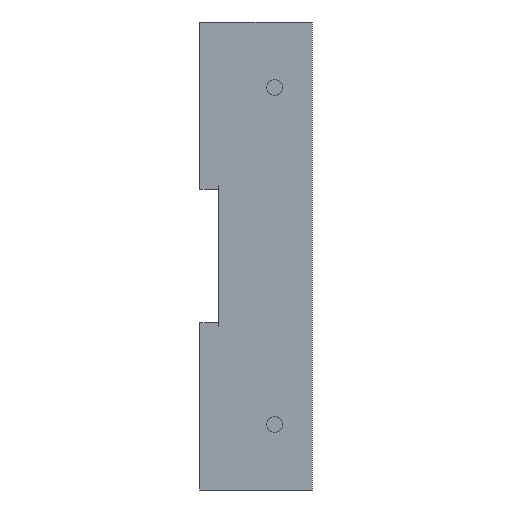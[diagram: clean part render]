
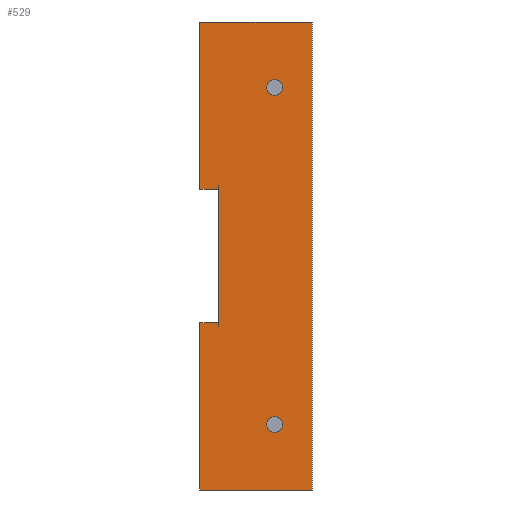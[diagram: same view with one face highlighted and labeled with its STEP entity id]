
A CAD part, left-side view. The second image highlights one B-rep face of the part: STEP entity #529.
In plain terms, the highlighted planar face has unit normal (-1, 0, 0).
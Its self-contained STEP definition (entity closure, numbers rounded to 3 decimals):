
#3 = DIRECTION ( 'NONE',  ( 0., 0., 1. ) ) ;
#12 = CARTESIAN_POINT ( 'NONE',  ( 0., 60., 0. ) ) ;
#32 = VECTOR ( 'NONE', #1283, 1000. ) ;
#50 = DIRECTION ( 'NONE',  ( 0., -1., 0. ) ) ;
#63 = CARTESIAN_POINT ( 'NONE',  ( 0., 60., -250. ) ) ;
#68 = EDGE_LOOP ( 'NONE', ( #1060, #1325 ) ) ;
#71 = LINE ( 'NONE', #1301, #276 ) ;
#79 = DIRECTION ( 'NONE',  ( 0., 0., 1. ) ) ;
#119 = PLANE ( 'NONE',  #410 ) ;
#136 = CARTESIAN_POINT ( 'NONE',  ( 0., 50., -89.293 ) ) ;
#167 = CARTESIAN_POINT ( 'NONE',  ( 0., 0., -250. ) ) ;
#188 = CARTESIAN_POINT ( 'NONE',  ( 0., 20., -30.75 ) ) ;
#194 = CARTESIAN_POINT ( 'NONE',  ( 0., 20., -35. ) ) ;
#196 = CARTESIAN_POINT ( 'NONE',  ( 0., 20., -215. ) ) ;
#200 = AXIS2_PLACEMENT_3D ( 'NONE', #930, #1409, #1182 ) ;
#201 = LINE ( 'NONE', #1225, #476 ) ;
#210 = ORIENTED_EDGE ( 'NONE', *, *, #896, .T. ) ;
#219 = ORIENTED_EDGE ( 'NONE', *, *, #1268, .T. ) ;
#258 = EDGE_CURVE ( 'NONE', #899, #1436, #739, .T. ) ;
#261 = VERTEX_POINT ( 'NONE', #489 ) ;
#276 = VECTOR ( 'NONE', #1086, 1000. ) ;
#283 = VERTEX_POINT ( 'NONE', #12 ) ;
#304 = AXIS2_PLACEMENT_3D ( 'NONE', #194, #1218, #652 ) ;
#312 = VERTEX_POINT ( 'NONE', #360 ) ;
#322 = DIRECTION ( 'NONE',  ( 0., 1., 0. ) ) ;
#328 = CARTESIAN_POINT ( 'NONE',  ( 0., 50., -160.707 ) ) ;
#329 = VERTEX_POINT ( 'NONE', #915 ) ;
#333 = DIRECTION ( 'NONE',  ( 1., 0., 0. ) ) ;
#336 = CARTESIAN_POINT ( 'NONE',  ( 0., 60., 0. ) ) ;
#346 = DIRECTION ( 'NONE',  ( -1., 0., 0. ) ) ;
#360 = CARTESIAN_POINT ( 'NONE',  ( 0., 60., -160.707 ) ) ;
#380 = ORIENTED_EDGE ( 'NONE', *, *, #258, .F. ) ;
#401 = EDGE_CURVE ( 'NONE', #852, #261, #1099, .T. ) ;
#407 = ORIENTED_EDGE ( 'NONE', *, *, #1161, .T. ) ;
#410 = AXIS2_PLACEMENT_3D ( 'NONE', #1343, #333, #783 ) ;
#425 = EDGE_LOOP ( 'NONE', ( #1319, #210, #694, #219, #437, #744, #883, #407 ) ) ;
#426 = DIRECTION ( 'NONE',  ( 0., -1., 0. ) ) ;
#437 = ORIENTED_EDGE ( 'NONE', *, *, #1251, .T. ) ;
#447 = FACE_BOUND ( 'NONE', #68, .T. ) ;
#455 = AXIS2_PLACEMENT_3D ( 'NONE', #1356, #346, #798 ) ;
#467 = CARTESIAN_POINT ( 'NONE',  ( 0., 50., 0. ) ) ;
#476 = VECTOR ( 'NONE', #426, 1000. ) ;
#482 = CARTESIAN_POINT ( 'NONE',  ( 0., 50., -160.707 ) ) ;
#488 = VECTOR ( 'NONE', #322, 1000. ) ;
#489 = CARTESIAN_POINT ( 'NONE',  ( 0., 20., -219.25 ) ) ;
#501 = LINE ( 'NONE', #933, #32 ) ;
#529 = ADVANCED_FACE ( 'NONE', ( #447, #895, #792 ), #119, .F. ) ;
#632 = CIRCLE ( 'NONE', #674, 4.25 ) ;
#652 = DIRECTION ( 'NONE',  ( 0., 0., 1. ) ) ;
#662 = EDGE_CURVE ( 'NONE', #283, #329, #201, .T. ) ;
#674 = AXIS2_PLACEMENT_3D ( 'NONE', #196, #770, #79 ) ;
#687 = EDGE_CURVE ( 'NONE', #261, #852, #632, .T. ) ;
#694 = ORIENTED_EDGE ( 'NONE', *, *, #1101, .F. ) ;
#706 = VECTOR ( 'NONE', #1367, 1000. ) ;
#720 = LINE ( 'NONE', #63, #725 ) ;
#725 = VECTOR ( 'NONE', #50, 1000. ) ;
#734 = ORIENTED_EDGE ( 'NONE', *, *, #893, .F. ) ;
#735 = LINE ( 'NONE', #1286, #984 ) ;
#739 = CIRCLE ( 'NONE', #200, 4.25 ) ;
#744 = ORIENTED_EDGE ( 'NONE', *, *, #662, .F. ) ;
#755 = VERTEX_POINT ( 'NONE', #136 ) ;
#770 = DIRECTION ( 'NONE',  ( -1., 0., 0. ) ) ;
#774 = CARTESIAN_POINT ( 'NONE',  ( 0., 20., -39.25 ) ) ;
#783 = DIRECTION ( 'NONE',  ( 0., 0., -1. ) ) ;
#792 = FACE_OUTER_BOUND ( 'NONE', #425, .T. ) ;
#798 = DIRECTION ( 'NONE',  ( 0., 0., 1. ) ) ;
#833 = VERTEX_POINT ( 'NONE', #853 ) ;
#848 = EDGE_LOOP ( 'NONE', ( #734, #380 ) ) ;
#852 = VERTEX_POINT ( 'NONE', #918 ) ;
#853 = CARTESIAN_POINT ( 'NONE',  ( 0., 60., -250. ) ) ;
#883 = ORIENTED_EDGE ( 'NONE', *, *, #1298, .F. ) ;
#893 = EDGE_CURVE ( 'NONE', #1436, #899, #1320, .T. ) ;
#895 = FACE_BOUND ( 'NONE', #848, .T. ) ;
#896 = EDGE_CURVE ( 'NONE', #1219, #312, #1004, .T. ) ;
#898 = LINE ( 'NONE', #336, #706 ) ;
#899 = VERTEX_POINT ( 'NONE', #774 ) ;
#915 = CARTESIAN_POINT ( 'NONE',  ( 0., 0., 0. ) ) ;
#918 = CARTESIAN_POINT ( 'NONE',  ( 0., 20., -210.75 ) ) ;
#930 = CARTESIAN_POINT ( 'NONE',  ( 0., 20., -35. ) ) ;
#933 = CARTESIAN_POINT ( 'NONE',  ( 0., 50., -89.293 ) ) ;
#956 = CARTESIAN_POINT ( 'NONE',  ( 0., 60., -89.293 ) ) ;
#984 = VECTOR ( 'NONE', #1405, 1000. ) ;
#1004 = LINE ( 'NONE', #328, #488 ) ;
#1036 = LINE ( 'NONE', #467, #1174 ) ;
#1060 = ORIENTED_EDGE ( 'NONE', *, *, #401, .F. ) ;
#1086 = DIRECTION ( 'NONE',  ( 0., 0., 1. ) ) ;
#1099 = CIRCLE ( 'NONE', #455, 4.25 ) ;
#1101 = EDGE_CURVE ( 'NONE', #833, #312, #898, .T. ) ;
#1114 = EDGE_CURVE ( 'NONE', #1219, #755, #1036, .T. ) ;
#1161 = EDGE_CURVE ( 'NONE', #1168, #755, #501, .T. ) ;
#1168 = VERTEX_POINT ( 'NONE', #956 ) ;
#1174 = VECTOR ( 'NONE', #3, 1000. ) ;
#1182 = DIRECTION ( 'NONE',  ( 0., 0., 1. ) ) ;
#1218 = DIRECTION ( 'NONE',  ( -1., 0., 0. ) ) ;
#1219 = VERTEX_POINT ( 'NONE', #482 ) ;
#1225 = CARTESIAN_POINT ( 'NONE',  ( 0., 60., 0. ) ) ;
#1251 = EDGE_CURVE ( 'NONE', #1387, #329, #735, .T. ) ;
#1268 = EDGE_CURVE ( 'NONE', #833, #1387, #720, .T. ) ;
#1283 = DIRECTION ( 'NONE',  ( 0., -1., 0. ) ) ;
#1286 = CARTESIAN_POINT ( 'NONE',  ( 0., 0., 0. ) ) ;
#1298 = EDGE_CURVE ( 'NONE', #1168, #283, #71, .T. ) ;
#1301 = CARTESIAN_POINT ( 'NONE',  ( 0., 60., 0. ) ) ;
#1319 = ORIENTED_EDGE ( 'NONE', *, *, #1114, .F. ) ;
#1320 = CIRCLE ( 'NONE', #304, 4.25 ) ;
#1325 = ORIENTED_EDGE ( 'NONE', *, *, #687, .F. ) ;
#1343 = CARTESIAN_POINT ( 'NONE',  ( 0., 60., 0. ) ) ;
#1356 = CARTESIAN_POINT ( 'NONE',  ( 0., 20., -215. ) ) ;
#1367 = DIRECTION ( 'NONE',  ( 0., 0., 1. ) ) ;
#1387 = VERTEX_POINT ( 'NONE', #167 ) ;
#1405 = DIRECTION ( 'NONE',  ( 0., 0., 1. ) ) ;
#1409 = DIRECTION ( 'NONE',  ( -1., 0., 0. ) ) ;
#1436 = VERTEX_POINT ( 'NONE', #188 ) ;
